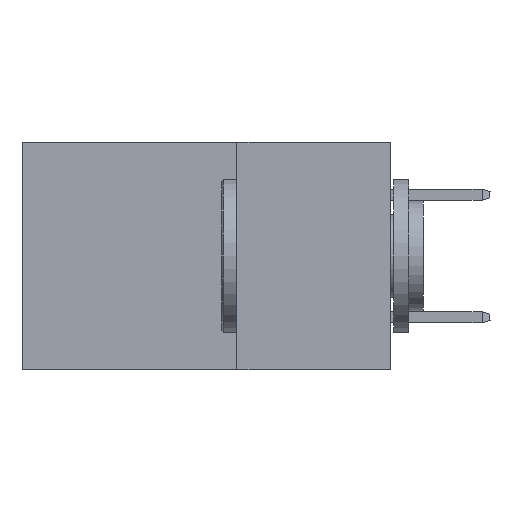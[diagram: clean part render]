
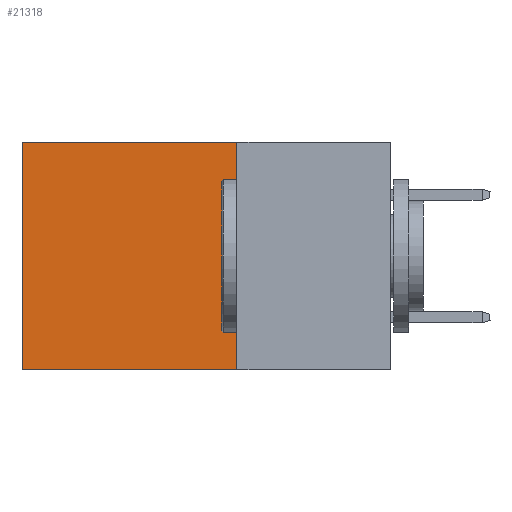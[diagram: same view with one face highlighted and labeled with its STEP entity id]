
A CAD part, left-side view. The second image highlights one B-rep face of the part: STEP entity #21318.
In plain terms, the highlighted planar face has unit normal (-1, 0, 0).
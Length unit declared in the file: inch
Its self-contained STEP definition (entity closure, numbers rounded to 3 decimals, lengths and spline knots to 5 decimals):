
#680 = ORIENTED_EDGE ( 'NONE', *, *, #7365, .T. ) ;
#1565 = DIRECTION ( 'NONE',  ( 0., 0., -1. ) ) ;
#4231 = VERTEX_POINT ( 'NONE', #25788 ) ;
#5081 = CARTESIAN_POINT ( 'NONE',  ( 0.2875, 0.25, 0. ) ) ;
#6568 = PLANE ( 'NONE',  #34791 ) ;
#6870 = VECTOR ( 'NONE', #33001, 39.37008 ) ;
#7365 = EDGE_CURVE ( 'NONE', #16391, #33956, #17114, .T. ) ;
#9531 = CARTESIAN_POINT ( 'NONE',  ( 0.2875, 0.25, -0.37 ) ) ;
#10242 = VECTOR ( 'NONE', #15797, 39.37008 ) ;
#10763 = VECTOR ( 'NONE', #10963, 39.37008 ) ;
#10840 = CARTESIAN_POINT ( 'NONE',  ( 0.2875, 0.25, 0. ) ) ;
#10963 = DIRECTION ( 'NONE',  ( 0., 1., 0. ) ) ;
#11641 = LINE ( 'NONE', #34352, #10242 ) ;
#13401 = FACE_OUTER_BOUND ( 'NONE', #26767, .T. ) ;
#15457 = VECTOR ( 'NONE', #1565, 39.37008 ) ;
#15797 = DIRECTION ( 'NONE',  ( 0., 0., -1. ) ) ;
#16021 = CARTESIAN_POINT ( 'NONE',  ( 0.2875, 0.6, 0. ) ) ;
#16391 = VERTEX_POINT ( 'NONE', #5081 ) ;
#17114 = LINE ( 'NONE', #10840, #10763 ) ;
#18203 = ORIENTED_EDGE ( 'NONE', *, *, #22841, .F. ) ;
#20334 = VERTEX_POINT ( 'NONE', #31380 ) ;
#21318 = ADVANCED_FACE ( 'NONE', ( #13401 ), #6568, .F. ) ;
#22294 = LINE ( 'NONE', #9531, #6870 ) ;
#22841 = EDGE_CURVE ( 'NONE', #20334, #4231, #22294, .T. ) ;
#23166 = LINE ( 'NONE', #16021, #15457 ) ;
#25564 = CARTESIAN_POINT ( 'NONE',  ( 0.2875, 0.6, 0. ) ) ;
#25788 = CARTESIAN_POINT ( 'NONE',  ( 0.2875, 0.6, -0.37 ) ) ;
#25834 = EDGE_CURVE ( 'NONE', #33956, #4231, #23166, .T. ) ;
#26767 = EDGE_LOOP ( 'NONE', ( #31637, #18203, #29635, #680 ) ) ;
#29228 = EDGE_CURVE ( 'NONE', #16391, #20334, #11641, .T. ) ;
#29405 = DIRECTION ( 'NONE',  ( 1., 0., 0. ) ) ;
#29635 = ORIENTED_EDGE ( 'NONE', *, *, #29228, .F. ) ;
#31380 = CARTESIAN_POINT ( 'NONE',  ( 0.2875, 0.25, -0.37 ) ) ;
#31637 = ORIENTED_EDGE ( 'NONE', *, *, #25834, .T. ) ;
#32331 = CARTESIAN_POINT ( 'NONE',  ( 0.2875, 0.25, 0. ) ) ;
#33001 = DIRECTION ( 'NONE',  ( 0., 1., 0. ) ) ;
#33956 = VERTEX_POINT ( 'NONE', #25564 ) ;
#34352 = CARTESIAN_POINT ( 'NONE',  ( 0.2875, 0.25, 0. ) ) ;
#34791 = AXIS2_PLACEMENT_3D ( 'NONE', #32331, #29405, #35505 ) ;
#35505 = DIRECTION ( 'NONE',  ( 0., 0., -1. ) ) ;
